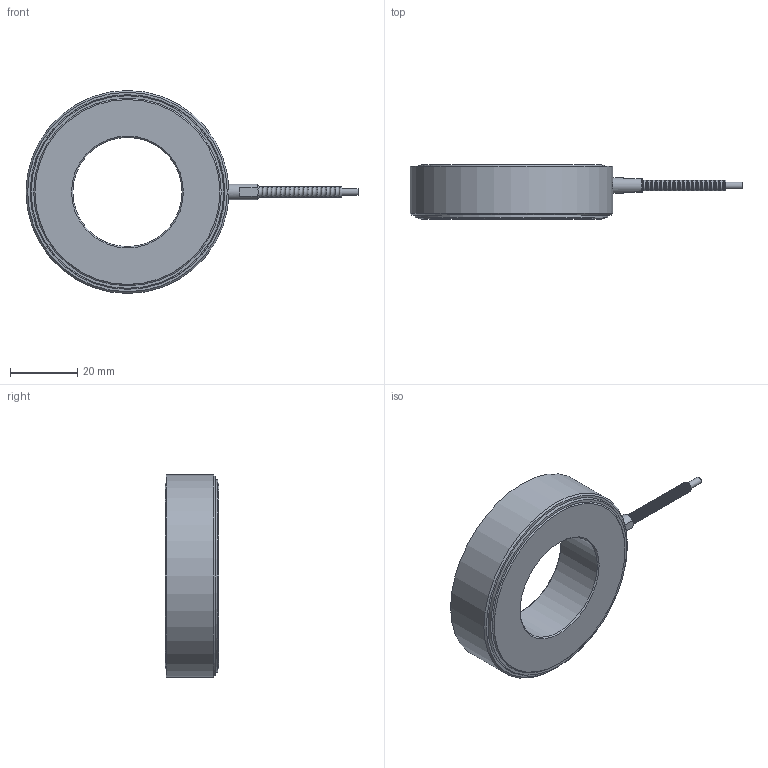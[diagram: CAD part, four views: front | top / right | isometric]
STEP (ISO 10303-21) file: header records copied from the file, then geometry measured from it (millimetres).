
FILE_DESCRIPTION((''),'2;1');
FILE_NAME('LLW480.stp','2010-11-15T14:09:49',('thomasl'),(''),'Autodesk Inventor 2008','Autodesk Inventor 2008','');
FILE_SCHEMA(('AUTOMOTIVE_DESIGN { 1 0 10303 214 1 1 1 1 }'));
Length unit declared in the file: inch
Products named in the file (2): LLW480; CABLE
Assembly tree (1 placements, depth 2):
  LLW480
    CABLE
Bounding box: 98.49 x 16 x 60.2 mm (x, y, z)
Volume: 31300.2 mm3; surface area: 14141.8 mm2
Topology: 1 solids, 7 shells, 137 faces, 312 edges, 184 vertices
Faces by surface type: bspline 78, plane 33, cylinder 20, cone 5, torus 1
Full cylindrical faces by diameter (mm): 1.943 x1, 2.007 x1, 2.083 x1, 2.794 x1, 3.023 x6, 3.048 x1, 3.175 x1, 4.699 x1, 32.41 x1, 57.15 x1, 57.658 x1, 57.76 x1, 60.198 x1
Entity records: 8674 total; most frequent: CARTESIAN_POINT 6337, DIRECTION 431, ORIENTED_EDGE 374, EDGE_LOOP 258, AXIS2_PLACEMENT_3D 199, EDGE_CURVE 187, VERTEX_POINT 162, CIRCLE 137
